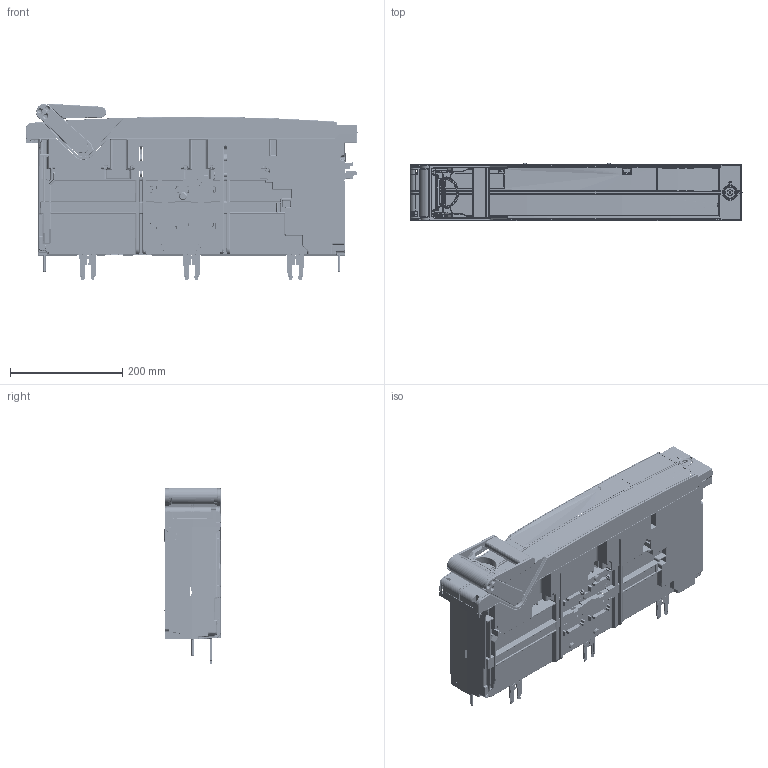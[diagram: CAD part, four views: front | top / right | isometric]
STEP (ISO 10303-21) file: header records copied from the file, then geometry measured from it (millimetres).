
FILE_DESCRIPTION((''),'2;1');
FILE_NAME('XRG1-185-10-3P-EFM','2023-01-12T14:13:11',('sarey'),(''),'CREO PARAMETRIC BY PTC INC, 2017260','CREO PARAMETRIC BY PTC INC, 2017260','');
FILE_SCHEMA(('AUTOMOTIVE_DESIGN { 1 0 10303 214 1 1 1 1 }'));
Length unit declared in the file: inch
Products named in the file (1): XRG1-185-10-3P-EFM
Bounding box: 591.45 x 102.49 x 315.21 mm (x, y, z)
Volume: 43054.1 mm3; surface area: 743443.5 mm2
Topology: 1 solids, 111 shells, 6564 faces, 20590 edges, 13932 vertices
Faces by surface type: plane 2875, cylinder 2307, bspline 521, torus 374, sphere 231, cone 196, extrusion 56, revolution 4
Entity records: 330635 total; most frequent: CARTESIAN_POINT 109811, ORIENTED_EDGE 36923, DIRECTION 33594, EDGE_CURVE 20585, VERTEX_POINT 14171, VECTOR 11598, LINE 11542, AXIS2_PLACEMENT_3D 10996
